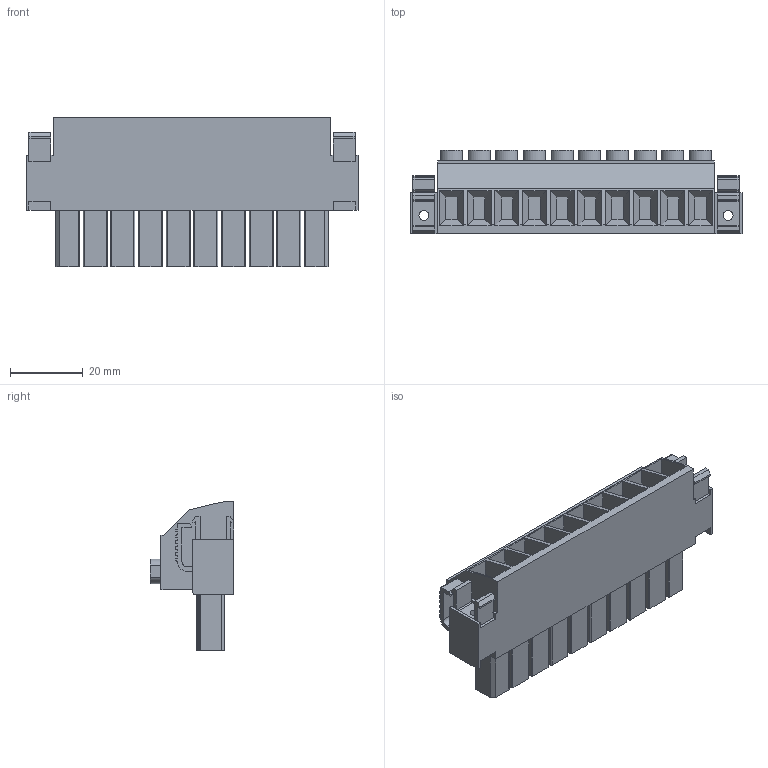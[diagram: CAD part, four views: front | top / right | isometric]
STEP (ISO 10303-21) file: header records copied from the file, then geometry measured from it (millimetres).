
FILE_DESCRIPTION(('CATIA V5 STEP','CAx-IF Rec.Pracs.--- Model Styling and Organization---1.2---2011-12-15'),'2;1');
FILE_NAME ('D1459352_0_1930130000_1930130000.stp','2018-09-06T03:31:29+00:00',('none'),('Weidmueller'),'CATIA Version 5-6 Release 2014','CATIA V5 STEP AP214','none');
FILE_SCHEMA(('AUTOMOTIVE_DESIGN { 1 0 10303 214 1 1 1 1 }'));
Length unit declared in the file: millimetre
Products named in the file (1): 1930130000
Bounding box: 91.44 x 23.1 x 41.15 mm (x, y, z)
Volume: 37685.4 mm3; surface area: 19778.1 mm2
Topology: 3 solids, 3 shells, 714 faces, 1940 edges, 1270 vertices
Faces by surface type: plane 523, cylinder 191
Entity records: 20331 total; most frequent: ORIENTED_EDGE 3880, CARTESIAN_POINT 3713, DIRECTION 2656, EDGE_CURVE 1940, VECTOR 1454, LINE 1454, VERTEX_POINT 1270, AXIS2_PLACEMENT_3D 799
